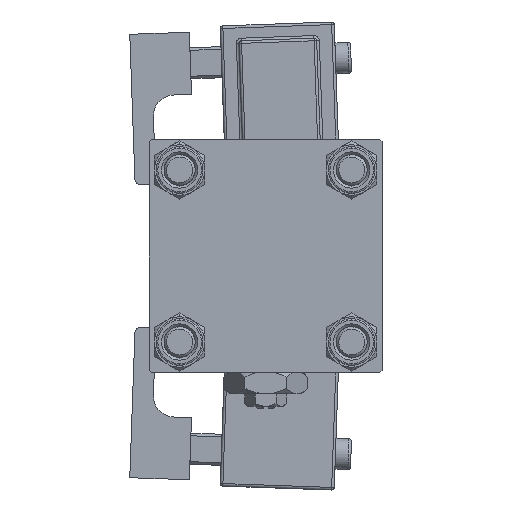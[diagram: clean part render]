
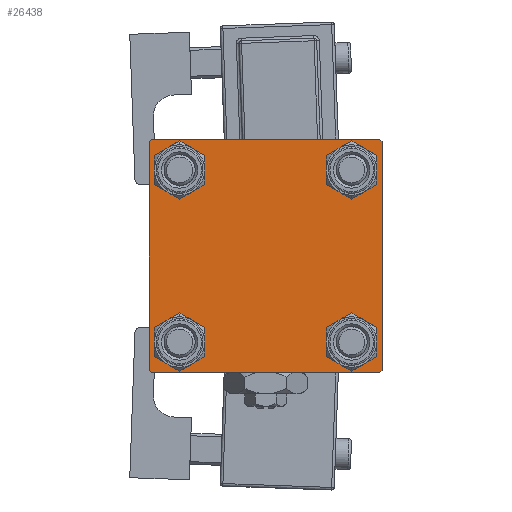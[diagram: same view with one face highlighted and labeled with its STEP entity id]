
A CAD part, left-side view. The second image highlights one B-rep face of the part: STEP entity #26438.
In plain terms, the highlighted planar face has unit normal (-1, 0, 0).
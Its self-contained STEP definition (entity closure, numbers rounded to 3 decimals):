
#273 = DIRECTION ( 'NONE',  ( 0., 0., 1. ) ) ;
#624 = EDGE_CURVE ( 'NONE', #28850, #40583, #23098, .T. ) ;
#688 = DIRECTION ( 'NONE',  ( 0., 0., -1. ) ) ;
#1757 = DIRECTION ( 'NONE',  ( 0., -1., 0. ) ) ;
#2041 = EDGE_CURVE ( 'NONE', #30214, #11036, #9651, .T. ) ;
#2169 = VECTOR ( 'NONE', #40665, 1000. ) ;
#2181 = CARTESIAN_POINT ( 'NONE',  ( 0., -16.6, 13.1 ) ) ;
#2298 = AXIS2_PLACEMENT_3D ( 'NONE', #40093, #44652, #10471 ) ;
#2353 = CARTESIAN_POINT ( 'NONE',  ( 0., 22.25, 22.25 ) ) ;
#2761 = CARTESIAN_POINT ( 'NONE',  ( 0., 16.6, 20.1 ) ) ;
#2941 = CARTESIAN_POINT ( 'NONE',  ( 0., -16.6, -13.1 ) ) ;
#3032 = VECTOR ( 'NONE', #688, 1000. ) ;
#3466 = CARTESIAN_POINT ( 'NONE',  ( 0., -22., -22.5 ) ) ;
#4827 = EDGE_CURVE ( 'NONE', #8349, #53314, #33624, .T. ) ;
#5318 = AXIS2_PLACEMENT_3D ( 'NONE', #5789, #27977, #10886 ) ;
#5659 = CARTESIAN_POINT ( 'NONE',  ( 0., 22., 22.5 ) ) ;
#5737 = CARTESIAN_POINT ( 'NONE',  ( 0., 22.5, 22.5 ) ) ;
#5789 = CARTESIAN_POINT ( 'NONE',  ( 0., -16.6, -16.6 ) ) ;
#6143 = VERTEX_POINT ( 'NONE', #32297 ) ;
#6478 = DIRECTION ( 'NONE',  ( 1., 0., 0. ) ) ;
#6726 = ORIENTED_EDGE ( 'NONE', *, *, #24580, .T. ) ;
#6755 = DIRECTION ( 'NONE',  ( 0., 0., 1. ) ) ;
#6766 = VERTEX_POINT ( 'NONE', #2181 ) ;
#7350 = VERTEX_POINT ( 'NONE', #21426 ) ;
#7555 = DIRECTION ( 'NONE',  ( 0., -0.707, -0.707 ) ) ;
#7831 = CARTESIAN_POINT ( 'NONE',  ( 0., 22.25, -22.25 ) ) ;
#8043 = CIRCLE ( 'NONE', #14402, 3.5 ) ;
#8087 = CARTESIAN_POINT ( 'NONE',  ( 0., 16.6, -16.6 ) ) ;
#8349 = VERTEX_POINT ( 'NONE', #25649 ) ;
#8777 = EDGE_CURVE ( 'NONE', #7350, #52726, #8043, .T. ) ;
#9357 = EDGE_CURVE ( 'NONE', #53314, #8349, #38986, .T. ) ;
#9651 = LINE ( 'NONE', #40104, #46223 ) ;
#10005 = VERTEX_POINT ( 'NONE', #28783 ) ;
#10471 = DIRECTION ( 'NONE',  ( 0., 0., 1. ) ) ;
#10886 = DIRECTION ( 'NONE',  ( 0., 0., 1. ) ) ;
#11036 = VERTEX_POINT ( 'NONE', #3466 ) ;
#11717 = EDGE_CURVE ( 'NONE', #12723, #10005, #50775, .T. ) ;
#12309 = VECTOR ( 'NONE', #7555, 1000. ) ;
#12723 = VERTEX_POINT ( 'NONE', #2941 ) ;
#12898 = DIRECTION ( 'NONE',  ( 0., 0., 1. ) ) ;
#13289 = CARTESIAN_POINT ( 'NONE',  ( 0., 22.5, -22. ) ) ;
#13306 = DIRECTION ( 'NONE',  ( 0., 0., 1. ) ) ;
#13865 = CARTESIAN_POINT ( 'NONE',  ( 0., 16.6, 16.6 ) ) ;
#13957 = DIRECTION ( 'NONE',  ( 0., 0., 1. ) ) ;
#14008 = VERTEX_POINT ( 'NONE', #47199 ) ;
#14402 = AXIS2_PLACEMENT_3D ( 'NONE', #8087, #42525, #55342 ) ;
#14568 = ORIENTED_EDGE ( 'NONE', *, *, #53383, .T. ) ;
#15720 = EDGE_CURVE ( 'NONE', #6143, #14008, #53506, .T. ) ;
#16309 = ORIENTED_EDGE ( 'NONE', *, *, #2041, .T. ) ;
#16831 = CIRCLE ( 'NONE', #2298, 3.5 ) ;
#17037 = VECTOR ( 'NONE', #1757, 1000. ) ;
#17184 = CIRCLE ( 'NONE', #48996, 3.5 ) ;
#17329 = FACE_BOUND ( 'NONE', #32698, .T. ) ;
#17421 = CARTESIAN_POINT ( 'NONE',  ( 0., -16.6, 20.1 ) ) ;
#17592 = EDGE_CURVE ( 'NONE', #28850, #30806, #40499, .T. ) ;
#18195 = EDGE_LOOP ( 'NONE', ( #18637, #29449 ) ) ;
#18637 = ORIENTED_EDGE ( 'NONE', *, *, #9357, .T. ) ;
#19030 = CARTESIAN_POINT ( 'NONE',  ( 0., -22.25, -22.25 ) ) ;
#19555 = ORIENTED_EDGE ( 'NONE', *, *, #38122, .T. ) ;
#19862 = LINE ( 'NONE', #19030, #2169 ) ;
#20653 = CARTESIAN_POINT ( 'NONE',  ( 0., 16.6, 16.6 ) ) ;
#20936 = DIRECTION ( 'NONE',  ( 1., 0., 0. ) ) ;
#21102 = VERTEX_POINT ( 'NONE', #17421 ) ;
#21426 = CARTESIAN_POINT ( 'NONE',  ( 0., 16.6, -13.1 ) ) ;
#22416 = DIRECTION ( 'NONE',  ( 1., 0., 0. ) ) ;
#22459 = EDGE_LOOP ( 'NONE', ( #30634, #47721, #16309, #19555, #28630, #39483, #52973, #49100 ) ) ;
#22871 = EDGE_LOOP ( 'NONE', ( #38992, #33757 ) ) ;
#23098 = LINE ( 'NONE', #5737, #17037 ) ;
#23570 = AXIS2_PLACEMENT_3D ( 'NONE', #20653, #20936, #38007 ) ;
#24580 = EDGE_CURVE ( 'NONE', #52726, #7350, #32955, .T. ) ;
#25115 = EDGE_CURVE ( 'NONE', #30806, #38389, #30845, .T. ) ;
#25649 = CARTESIAN_POINT ( 'NONE',  ( 0., 16.6, 13.1 ) ) ;
#26164 = CARTESIAN_POINT ( 'NONE',  ( 0., 0., 0. ) ) ;
#26438 = ADVANCED_FACE ( 'NONE', ( #44365, #39238, #17329, #34695, #47782 ), #30707, .T. ) ;
#26449 = DIRECTION ( 'NONE',  ( -1., 0., 0. ) ) ;
#27977 = DIRECTION ( 'NONE',  ( 1., 0., 0. ) ) ;
#28406 = AXIS2_PLACEMENT_3D ( 'NONE', #29218, #6478, #6755 ) ;
#28630 = ORIENTED_EDGE ( 'NONE', *, *, #15720, .F. ) ;
#28783 = CARTESIAN_POINT ( 'NONE',  ( 0., -16.6, -20.1 ) ) ;
#28826 = EDGE_CURVE ( 'NONE', #21102, #6766, #16831, .T. ) ;
#28850 = VERTEX_POINT ( 'NONE', #5659 ) ;
#29218 = CARTESIAN_POINT ( 'NONE',  ( 0., 16.6, -16.6 ) ) ;
#29449 = ORIENTED_EDGE ( 'NONE', *, *, #4827, .T. ) ;
#30013 = VECTOR ( 'NONE', #48104, 1000. ) ;
#30214 = VERTEX_POINT ( 'NONE', #38829 ) ;
#30545 = CARTESIAN_POINT ( 'NONE',  ( 0., -16.6, 16.6 ) ) ;
#30634 = ORIENTED_EDGE ( 'NONE', *, *, #25115, .T. ) ;
#30707 = PLANE ( 'NONE',  #53980 ) ;
#30806 = VERTEX_POINT ( 'NONE', #42131 ) ;
#30845 = LINE ( 'NONE', #43928, #3032 ) ;
#31573 = DIRECTION ( 'NONE',  ( 0., -1., 0. ) ) ;
#31965 = DIRECTION ( 'NONE',  ( 0., 0.707, -0.707 ) ) ;
#32167 = DIRECTION ( 'NONE',  ( 1., 0., 0. ) ) ;
#32297 = CARTESIAN_POINT ( 'NONE',  ( 0., -22.5, 22. ) ) ;
#32698 = EDGE_LOOP ( 'NONE', ( #47743, #6726 ) ) ;
#32955 = CIRCLE ( 'NONE', #28406, 3.5 ) ;
#33624 = CIRCLE ( 'NONE', #49058, 3.5 ) ;
#33757 = ORIENTED_EDGE ( 'NONE', *, *, #44952, .T. ) ;
#34538 = DIRECTION ( 'NONE',  ( 1., 0., 0. ) ) ;
#34695 = FACE_BOUND ( 'NONE', #18195, .T. ) ;
#35146 = CIRCLE ( 'NONE', #53362, 3.5 ) ;
#35381 = CARTESIAN_POINT ( 'NONE',  ( 0., -22.25, 22.25 ) ) ;
#35611 = EDGE_LOOP ( 'NONE', ( #42605, #14568 ) ) ;
#36433 = CARTESIAN_POINT ( 'NONE',  ( 0., -16.6, -16.6 ) ) ;
#38007 = DIRECTION ( 'NONE',  ( 0., 0., 1. ) ) ;
#38122 = EDGE_CURVE ( 'NONE', #11036, #14008, #19862, .T. ) ;
#38389 = VERTEX_POINT ( 'NONE', #13289 ) ;
#38719 = CARTESIAN_POINT ( 'NONE',  ( 0., 16.6, -20.1 ) ) ;
#38829 = CARTESIAN_POINT ( 'NONE',  ( 0., 22., -22.5 ) ) ;
#38986 = CIRCLE ( 'NONE', #23570, 3.5 ) ;
#38992 = ORIENTED_EDGE ( 'NONE', *, *, #11717, .T. ) ;
#39238 = FACE_BOUND ( 'NONE', #22871, .T. ) ;
#39483 = ORIENTED_EDGE ( 'NONE', *, *, #43667, .T. ) ;
#40093 = CARTESIAN_POINT ( 'NONE',  ( 0., -16.6, 16.6 ) ) ;
#40104 = CARTESIAN_POINT ( 'NONE',  ( 0., 22.5, -22.5 ) ) ;
#40499 = LINE ( 'NONE', #2353, #42813 ) ;
#40583 = VERTEX_POINT ( 'NONE', #51539 ) ;
#40665 = DIRECTION ( 'NONE',  ( 0., -0.707, 0.707 ) ) ;
#41710 = EDGE_CURVE ( 'NONE', #38389, #30214, #45696, .T. ) ;
#42131 = CARTESIAN_POINT ( 'NONE',  ( 0., 22.5, 22. ) ) ;
#42381 = VECTOR ( 'NONE', #43912, 1000. ) ;
#42525 = DIRECTION ( 'NONE',  ( 1., 0., 0. ) ) ;
#42605 = ORIENTED_EDGE ( 'NONE', *, *, #28826, .T. ) ;
#42813 = VECTOR ( 'NONE', #31965, 1000. ) ;
#43667 = EDGE_CURVE ( 'NONE', #6143, #40583, #48742, .T. ) ;
#43912 = DIRECTION ( 'NONE',  ( 0., 0.707, 0.707 ) ) ;
#43928 = CARTESIAN_POINT ( 'NONE',  ( 0., 22.5, 22.5 ) ) ;
#44365 = FACE_BOUND ( 'NONE', #35611, .T. ) ;
#44652 = DIRECTION ( 'NONE',  ( 1., 0., 0. ) ) ;
#44952 = EDGE_CURVE ( 'NONE', #10005, #12723, #35146, .T. ) ;
#45696 = LINE ( 'NONE', #7831, #12309 ) ;
#46223 = VECTOR ( 'NONE', #31573, 1000. ) ;
#47199 = CARTESIAN_POINT ( 'NONE',  ( 0., -22.5, -22. ) ) ;
#47721 = ORIENTED_EDGE ( 'NONE', *, *, #41710, .T. ) ;
#47743 = ORIENTED_EDGE ( 'NONE', *, *, #8777, .T. ) ;
#47782 = FACE_OUTER_BOUND ( 'NONE', #22459, .T. ) ;
#48104 = DIRECTION ( 'NONE',  ( 0., 0., -1. ) ) ;
#48742 = LINE ( 'NONE', #35381, #42381 ) ;
#48996 = AXIS2_PLACEMENT_3D ( 'NONE', #30545, #34538, #12898 ) ;
#49058 = AXIS2_PLACEMENT_3D ( 'NONE', #13865, #22416, #13306 ) ;
#49100 = ORIENTED_EDGE ( 'NONE', *, *, #17592, .T. ) ;
#50775 = CIRCLE ( 'NONE', #5318, 3.5 ) ;
#51539 = CARTESIAN_POINT ( 'NONE',  ( 0., -22., 22.5 ) ) ;
#52365 = CARTESIAN_POINT ( 'NONE',  ( 0., -22.5, 22.5 ) ) ;
#52726 = VERTEX_POINT ( 'NONE', #38719 ) ;
#52973 = ORIENTED_EDGE ( 'NONE', *, *, #624, .F. ) ;
#53314 = VERTEX_POINT ( 'NONE', #2761 ) ;
#53362 = AXIS2_PLACEMENT_3D ( 'NONE', #36433, #32167, #13957 ) ;
#53383 = EDGE_CURVE ( 'NONE', #6766, #21102, #17184, .T. ) ;
#53506 = LINE ( 'NONE', #52365, #30013 ) ;
#53980 = AXIS2_PLACEMENT_3D ( 'NONE', #26164, #26449, #273 ) ;
#55342 = DIRECTION ( 'NONE',  ( 0., 0., 1. ) ) ;
